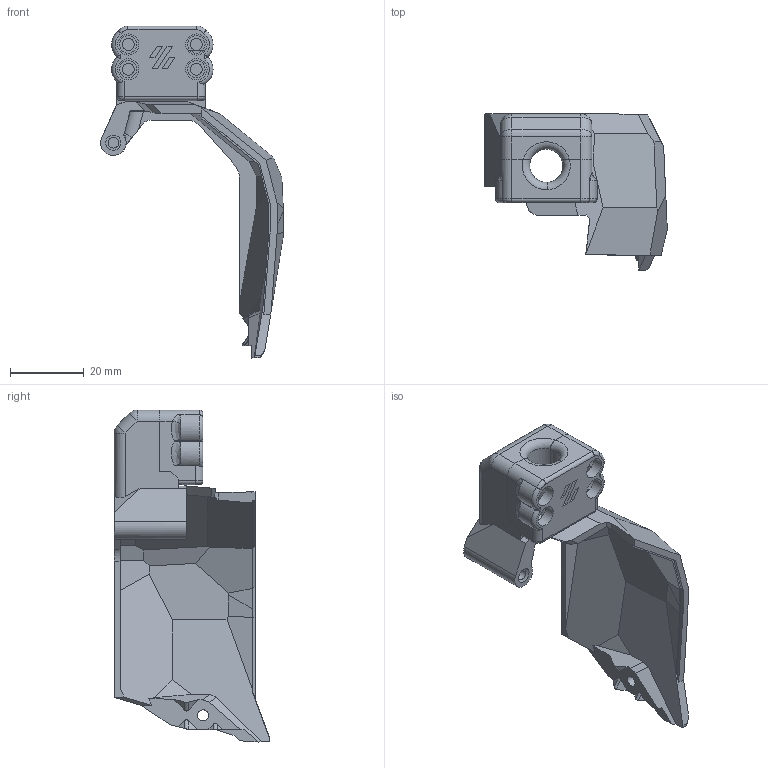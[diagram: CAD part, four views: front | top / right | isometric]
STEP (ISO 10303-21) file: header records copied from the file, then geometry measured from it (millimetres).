
FILE_DESCRIPTION(/* description */ (''),/* implementation_level */ '2;1');
FILE_NAME(/* name */ 'SB_umbilical_v2_9mm.step',/* time_stamp */ '2022-11-29T14:15:24-06:00',/* author */ (''),/* organization */ (''),/* preprocessor_version */ 'ST-DEVELOPER v19.2',/* originating_system */ 'Autodesk Translation Framework v11.17.0.187',/* authorisation */ '');
FILE_SCHEMA (('AUTOMOTIVE_DESIGN { 1 0 10303 214 3 1 1 }'));
Length unit declared in the file: millimetre
Products named in the file (3): (Unsaved); cable_cover; Cover clamp
Assembly tree (2 placements, depth 2):
  (Unsaved)
    cable_cover
    Cover clamp
Bounding box: 49.46 x 42.2 x 89.94 mm (x, y, z)
Volume: 18908 mm3; surface area: 12774.2 mm2
Topology: 2 solids, 2 shells, 219 faces, 604 edges, 390 vertices
Faces by surface type: plane 136, cylinder 54, torus 11, bspline 9, cone 5, sphere 4
Full cylindrical faces by diameter (mm): 2.9 x1, 3 x1, 3.2 x4, 4.7 x4, 5.75 x4, 9 x1
Entity records: 7854 total; most frequent: CARTESIAN_POINT 2173, ORIENTED_EDGE 1196, DIRECTION 1128, EDGE_CURVE 598, LINE 422, VECTOR 422, VERTEX_POINT 390, AXIS2_PLACEMENT_3D 353
